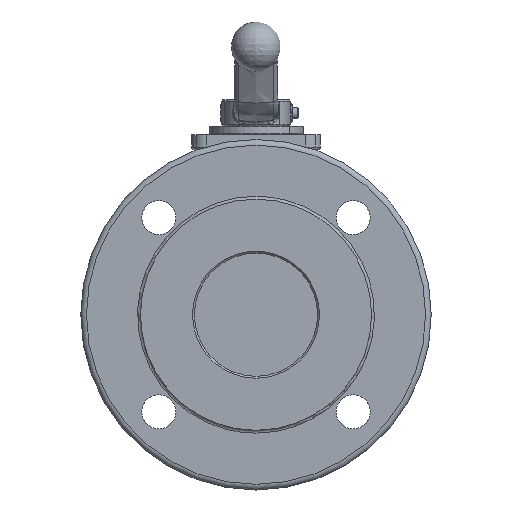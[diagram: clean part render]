
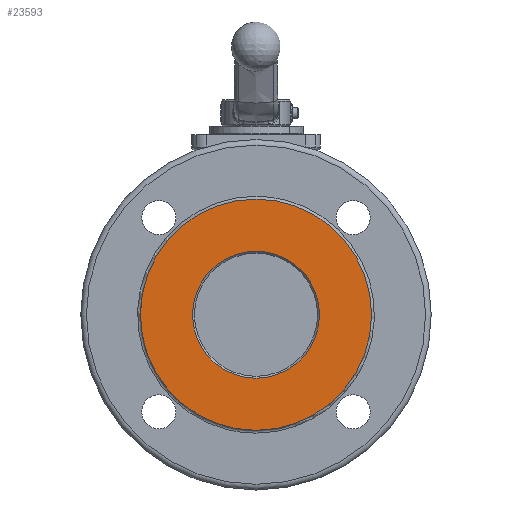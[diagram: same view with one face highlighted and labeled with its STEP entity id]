
A CAD part, left-side view. The second image highlights one B-rep face of the part: STEP entity #23593.
In plain terms, the highlighted planar face has unit normal (-1, 0, 0).
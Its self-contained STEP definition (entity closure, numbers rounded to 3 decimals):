
#20880=CARTESIAN_POINT('',(-85.,62.68,0.));
#20881=VERTEX_POINT('',#20880);
#20888=CARTESIAN_POINT('',(-85.,-59.32,0.));
#20889=VERTEX_POINT('',#20888);
#20890=CARTESIAN_POINT('',(-85.,1.68,0.));
#20891=DIRECTION('',(1.,0.,0.));
#20892=DIRECTION('',(-0.,1.,0.));
#20893=AXIS2_PLACEMENT_3D('',#20890,#20891,#20892);
#20894=CIRCLE('',#20893,61.);
#20895=EDGE_CURVE('',#20881,#20889,#20894,.T.);
#20897=CARTESIAN_POINT('',(-85.,1.68,0.));
#20898=DIRECTION('',(1.,0.,0.));
#20899=DIRECTION('',(-0.,1.,0.));
#20900=AXIS2_PLACEMENT_3D('',#20897,#20898,#20899);
#20901=CIRCLE('',#20900,61.);
#20902=EDGE_CURVE('',#20889,#20881,#20901,.T.);
#22432=CARTESIAN_POINT('',(-85.,1.68,33.5));
#22433=VERTEX_POINT('',#22432);
#22440=CARTESIAN_POINT('',(-85.,1.68,-33.5));
#22441=VERTEX_POINT('',#22440);
#22442=CARTESIAN_POINT('',(-85.,1.68,0.));
#22443=DIRECTION('',(-1.,-0.,-0.));
#22444=DIRECTION('',(-0.,-0.,1.));
#22445=AXIS2_PLACEMENT_3D('',#22442,#22443,#22444);
#22446=CIRCLE('',#22445,33.5);
#22447=EDGE_CURVE('',#22433,#22441,#22446,.T.);
#22449=CARTESIAN_POINT('',(-85.,1.68,0.));
#22450=DIRECTION('',(-1.,-0.,-0.));
#22451=DIRECTION('',(-0.,-0.,1.));
#22452=AXIS2_PLACEMENT_3D('',#22449,#22450,#22451);
#22453=CIRCLE('',#22452,33.5);
#22454=EDGE_CURVE('',#22441,#22433,#22453,.T.);
#23580=CARTESIAN_POINT('',(-85.,1.68,-46.75));
#23581=DIRECTION('',(1.,0.,0.));
#23582=DIRECTION('',(-0.,0.,1.));
#23583=AXIS2_PLACEMENT_3D('',#23580,#23581,#23582);
#23584=PLANE('',#23583);
#23585=ORIENTED_EDGE('',*,*,#20902,.F.);
#23586=ORIENTED_EDGE('',*,*,#20895,.F.);
#23587=EDGE_LOOP('',(#23585,#23586));
#23588=FACE_BOUND('',#23587,.T.);
#23589=ORIENTED_EDGE('',*,*,#22454,.F.);
#23590=ORIENTED_EDGE('',*,*,#22447,.F.);
#23591=EDGE_LOOP('',(#23589,#23590));
#23592=FACE_BOUND('',#23591,.T.);
#23593=ADVANCED_FACE('',(#23588,#23592),#23584,.F.);
